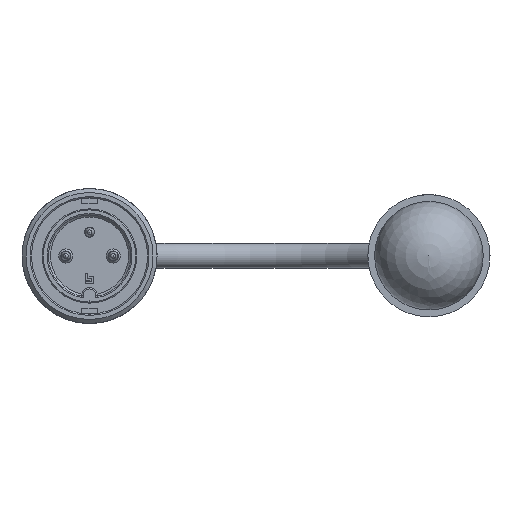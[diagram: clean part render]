
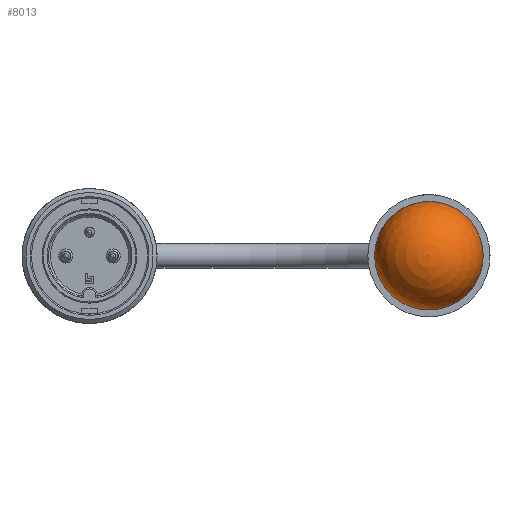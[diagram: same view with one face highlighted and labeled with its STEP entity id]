
A CAD part, left-side view. The second image highlights one B-rep face of the part: STEP entity #8013.
In plain terms, the highlighted spherical face has radius 8 mm.
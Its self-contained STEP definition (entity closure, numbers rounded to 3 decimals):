
#24=SPHERICAL_SURFACE('',#8826,8.);
#1987=FACE_OUTER_BOUND('',#2488,.T.);
#2488=EDGE_LOOP('',(#6796));
#2858=CIRCLE('',#8827,8.);
#3586=VERTEX_POINT('',#17639);
#4657=EDGE_CURVE('',#3586,#3586,#2858,.T.);
#6796=ORIENTED_EDGE('',*,*,#4657,.T.);
#8013=ADVANCED_FACE('',(#1987),#24,.T.);
#8826=AXIS2_PLACEMENT_3D('',#17638,#11083,#11084);
#8827=AXIS2_PLACEMENT_3D('',#17640,#11085,#11086);
#11083=DIRECTION('center_axis',(1.,0.,0.));
#11084=DIRECTION('ref_axis',(0.,0.,-1.));
#11085=DIRECTION('center_axis',(-1.,0.,0.));
#11086=DIRECTION('ref_axis',(0.,-1.,0.));
#17638=CARTESIAN_POINT('Origin',(41.415,-257.204,-465.826));
#17639=CARTESIAN_POINT('',(41.415,-249.204,-465.826));
#17640=CARTESIAN_POINT('Origin',(41.415,-257.204,-465.826));
